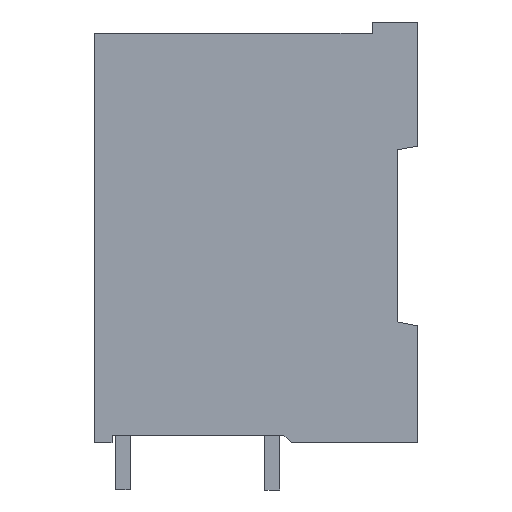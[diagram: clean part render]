
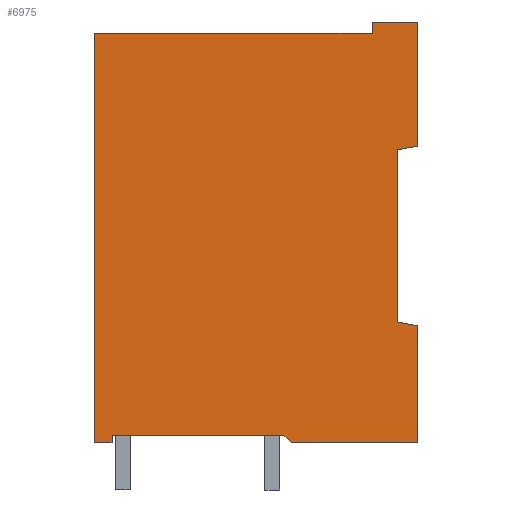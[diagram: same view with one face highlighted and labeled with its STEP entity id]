
A CAD part, left-side view. The second image highlights one B-rep face of the part: STEP entity #6975.
In plain terms, the highlighted planar face has unit normal (-1, 0, 0).
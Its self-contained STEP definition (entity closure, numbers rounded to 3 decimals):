
#6895=AXIS2_PLACEMENT_3D('Plane Axis2P3D',#6892,#6893,#6894) ;
#3219=CARTESIAN_POINT('Line Origine',(0.,0.7,23.277)) ;
#3223=CARTESIAN_POINT('Vertex',(0.,1.4,23.153)) ;
#3225=CARTESIAN_POINT('Vertex',(0.,0.,23.4)) ;
#4835=CARTESIAN_POINT('Line Origine',(0.,21.4,3.2)) ;
#4839=CARTESIAN_POINT('Vertex',(0.,22.,3.2)) ;
#4841=CARTESIAN_POINT('Vertex',(0.,20.8,3.2)) ;
#4886=CARTESIAN_POINT('Vertex',(0.,20.8,3.7)) ;
#4889=CARTESIAN_POINT('Line Origine',(0.,20.8,3.45)) ;
#4901=CARTESIAN_POINT('Line Origine',(0.,4.3,3.2)) ;
#4905=CARTESIAN_POINT('Vertex',(0.,8.6,3.2)) ;
#4907=CARTESIAN_POINT('Vertex',(0.,0.,3.2)) ;
#6892=CARTESIAN_POINT('Axis2P3D Location',(0.,22.,0.)) ;
#6897=CARTESIAN_POINT('Line Origine',(0.,11.,3.7)) ;
#6901=CARTESIAN_POINT('Vertex',(0.,9.1,3.7)) ;
#6905=CARTESIAN_POINT('Control Point',(0.,9.1,3.7)) ;
#6906=CARTESIAN_POINT('Control Point',(0.,8.6,3.2)) ;
#6908=CARTESIAN_POINT('Line Origine',(0.,0.,17.525)) ;
#6912=CARTESIAN_POINT('Vertex',(0.,0.,11.17)) ;
#6916=CARTESIAN_POINT('Control Point',(0.,0.,11.17)) ;
#6917=CARTESIAN_POINT('Control Point',(0.,1.4,11.439)) ;
#6918=CARTESIAN_POINT('Vertex',(0.,1.4,11.439)) ;
#6921=CARTESIAN_POINT('Line Origine',(0.,1.4,17.525)) ;
#6926=CARTESIAN_POINT('Line Origine',(0.,0.,17.525)) ;
#6930=CARTESIAN_POINT('Vertex',(0.,0.,31.85)) ;
#6933=CARTESIAN_POINT('Line Origine',(0.,11.,31.85)) ;
#6937=CARTESIAN_POINT('Vertex',(0.,3.1,31.85)) ;
#6940=CARTESIAN_POINT('Line Origine',(0.,3.1,17.525)) ;
#6944=CARTESIAN_POINT('Vertex',(0.,3.1,31.08)) ;
#6947=CARTESIAN_POINT('Line Origine',(0.,11.,31.08)) ;
#6951=CARTESIAN_POINT('Vertex',(0.,22.,31.08)) ;
#6954=CARTESIAN_POINT('Line Origine',(0.,22.,17.525)) ;
#3220=DIRECTION('Vector Direction',(0.,-0.985,0.174)) ;
#4836=DIRECTION('Vector Direction',(0.,-1.,0.)) ;
#4890=DIRECTION('Vector Direction',(0.,0.,-1.)) ;
#4902=DIRECTION('Vector Direction',(0.,-1.,0.)) ;
#6893=DIRECTION('Axis2P3D Direction',(-1.,0.,0.)) ;
#6894=DIRECTION('Axis2P3D XDirection',(0.,-1.,0.)) ;
#6898=DIRECTION('Vector Direction',(0.,-1.,0.)) ;
#6909=DIRECTION('Vector Direction',(0.,0.,1.)) ;
#6922=DIRECTION('Vector Direction',(0.,0.,1.)) ;
#6927=DIRECTION('Vector Direction',(0.,0.,1.)) ;
#6934=DIRECTION('Vector Direction',(0.,-1.,0.)) ;
#6941=DIRECTION('Vector Direction',(0.,0.,1.)) ;
#6948=DIRECTION('Vector Direction',(0.,-1.,0.)) ;
#6955=DIRECTION('Vector Direction',(0.,0.,1.)) ;
#3221=VECTOR('Line Direction',#3220,1.) ;
#4837=VECTOR('Line Direction',#4836,1.) ;
#4891=VECTOR('Line Direction',#4890,1.) ;
#4903=VECTOR('Line Direction',#4902,1.) ;
#6899=VECTOR('Line Direction',#6898,1.) ;
#6910=VECTOR('Line Direction',#6909,1.) ;
#6923=VECTOR('Line Direction',#6922,1.) ;
#6928=VECTOR('Line Direction',#6927,1.) ;
#6935=VECTOR('Line Direction',#6934,1.) ;
#6942=VECTOR('Line Direction',#6941,1.) ;
#6949=VECTOR('Line Direction',#6948,1.) ;
#6956=VECTOR('Line Direction',#6955,1.) ;
#6960=ORIENTED_EDGE('',*,*,#4843,.T.) ;
#6961=ORIENTED_EDGE('',*,*,#4893,.F.) ;
#6962=ORIENTED_EDGE('',*,*,#6903,.T.) ;
#6963=ORIENTED_EDGE('',*,*,#6907,.T.) ;
#6964=ORIENTED_EDGE('',*,*,#4909,.T.) ;
#6965=ORIENTED_EDGE('',*,*,#6914,.T.) ;
#6966=ORIENTED_EDGE('',*,*,#6920,.T.) ;
#6967=ORIENTED_EDGE('',*,*,#6925,.T.) ;
#6968=ORIENTED_EDGE('',*,*,#3227,.T.) ;
#6969=ORIENTED_EDGE('',*,*,#6932,.T.) ;
#6970=ORIENTED_EDGE('',*,*,#6939,.T.) ;
#6971=ORIENTED_EDGE('',*,*,#6946,.T.) ;
#6972=ORIENTED_EDGE('',*,*,#6953,.T.) ;
#6973=ORIENTED_EDGE('',*,*,#6958,.T.) ;
#6975=ADVANCED_FACE('Model',(#6974),#6896,.T.) ;
#6904=B_SPLINE_CURVE_WITH_KNOTS('',1,(#6905,#6906),.UNSPECIFIED.,.F.,.U.,(2,2),(-0.354,0.354),.UNSPECIFIED.) ;
#6915=B_SPLINE_CURVE_WITH_KNOTS('',1,(#6916,#6917),.UNSPECIFIED.,.F.,.U.,(2,2),(-0.713,0.713),.UNSPECIFIED.) ;
#3227=EDGE_CURVE('',#3224,#3226,#3222,.T.) ;
#4843=EDGE_CURVE('',#4840,#4842,#4838,.T.) ;
#4893=EDGE_CURVE('',#4887,#4842,#4892,.T.) ;
#4909=EDGE_CURVE('',#4906,#4908,#4904,.T.) ;
#6903=EDGE_CURVE('',#4887,#6902,#6900,.T.) ;
#6907=EDGE_CURVE('',#6902,#4906,#6904,.T.) ;
#6914=EDGE_CURVE('',#4908,#6913,#6911,.T.) ;
#6920=EDGE_CURVE('',#6913,#6919,#6915,.T.) ;
#6925=EDGE_CURVE('',#6919,#3224,#6924,.T.) ;
#6932=EDGE_CURVE('',#3226,#6931,#6929,.T.) ;
#6939=EDGE_CURVE('',#6931,#6938,#6936,.F.) ;
#6946=EDGE_CURVE('',#6938,#6945,#6943,.F.) ;
#6953=EDGE_CURVE('',#6945,#6952,#6950,.F.) ;
#6958=EDGE_CURVE('',#6952,#4840,#6957,.F.) ;
#6959=EDGE_LOOP('',(#6960,#6961,#6962,#6963,#6964,#6965,#6966,#6967,#6968,#6969,#6970,#6971,#6972,#6973)) ;
#6974=FACE_OUTER_BOUND('',#6959,.T.) ;
#3222=LINE('Line',#3219,#3221) ;
#4838=LINE('Line',#4835,#4837) ;
#4892=LINE('Line',#4889,#4891) ;
#4904=LINE('Line',#4901,#4903) ;
#6900=LINE('Line',#6897,#6899) ;
#6911=LINE('Line',#6908,#6910) ;
#6924=LINE('Line',#6921,#6923) ;
#6929=LINE('Line',#6926,#6928) ;
#6936=LINE('Line',#6933,#6935) ;
#6943=LINE('Line',#6940,#6942) ;
#6950=LINE('Line',#6947,#6949) ;
#6957=LINE('Line',#6954,#6956) ;
#6896=PLANE('',#6895) ;
#3224=VERTEX_POINT('',#3223) ;
#3226=VERTEX_POINT('',#3225) ;
#4840=VERTEX_POINT('',#4839) ;
#4842=VERTEX_POINT('',#4841) ;
#4887=VERTEX_POINT('',#4886) ;
#4906=VERTEX_POINT('',#4905) ;
#4908=VERTEX_POINT('',#4907) ;
#6902=VERTEX_POINT('',#6901) ;
#6913=VERTEX_POINT('',#6912) ;
#6919=VERTEX_POINT('',#6918) ;
#6931=VERTEX_POINT('',#6930) ;
#6938=VERTEX_POINT('',#6937) ;
#6945=VERTEX_POINT('',#6944) ;
#6952=VERTEX_POINT('',#6951) ;
